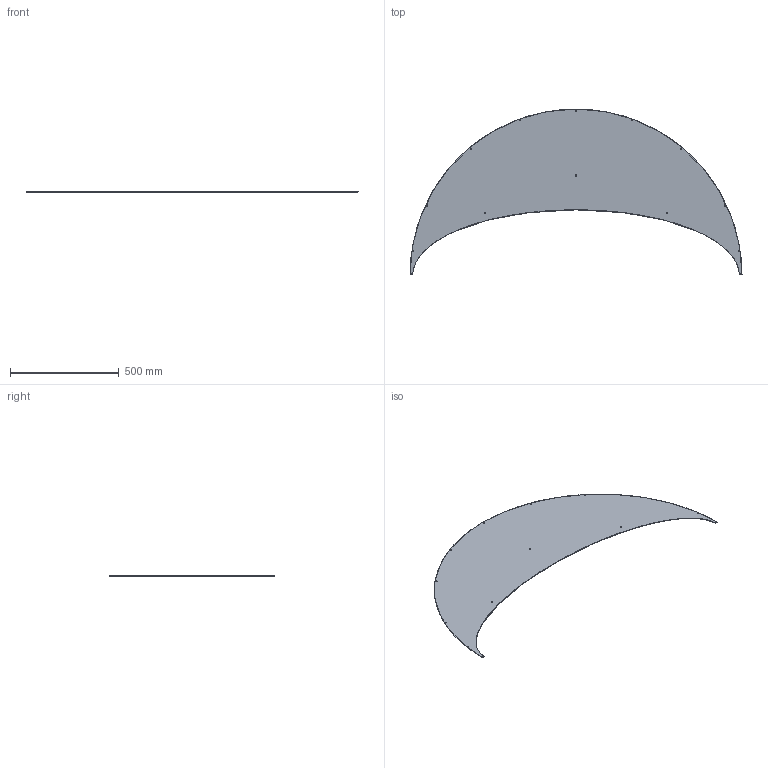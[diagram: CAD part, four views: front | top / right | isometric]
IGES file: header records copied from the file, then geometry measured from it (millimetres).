
Start section: SolidWorks IGES file using analytic representation for surfaces
Global section: file name: D1002995_aLIGO_MC_Tube_Baffle_Top_Half_Aperture_Plate_WAMCB1.IGS; native system: SolidWorks 2010; preprocessor: SolidWorks 2010; author: tnguyen; date: 110801.144708; units: inch
Bounding box: 1524 x 761.49 x 1.47 mm (x, y, z)
Surface area: 1124354.5 mm2 (no closed solid volume)
Topology: 0 solids, 0 shells, 34 faces, 708 edges, 708 vertices
Faces by surface type: revolution 29, bspline 5
